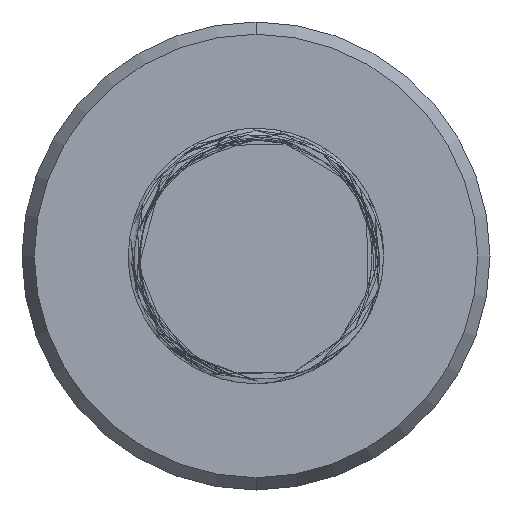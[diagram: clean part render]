
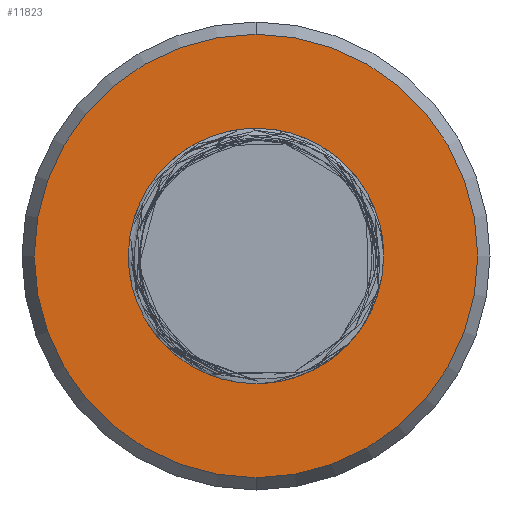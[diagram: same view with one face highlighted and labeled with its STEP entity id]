
A CAD part, front view. The second image highlights one B-rep face of the part: STEP entity #11823.
In plain terms, the highlighted planar face has unit normal (0, -1, 0).
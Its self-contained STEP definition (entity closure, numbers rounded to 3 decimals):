
#6 = EDGE_CURVE ( 'NONE', #7769, #1656, #21220, .T. ) ;
#1656 = VERTEX_POINT ( 'NONE', #8451 ) ;
#2106 = CARTESIAN_POINT ( 'NONE',  ( 0., 0., 2.606 ) ) ;
#2152 = DIRECTION ( 'NONE',  ( 0., 0., -1. ) ) ;
#2740 = DIRECTION ( 'NONE',  ( 0., -1., 0. ) ) ;
#3457 = EDGE_CURVE ( 'NONE', #7905, #5945, #14191, .T. ) ;
#4391 = ORIENTED_EDGE ( 'NONE', *, *, #3457, .F. ) ;
#4913 = DIRECTION ( 'NONE',  ( 0., -1., 0. ) ) ;
#4921 = DIRECTION ( 'NONE',  ( 0., 0., -1. ) ) ;
#4998 = CARTESIAN_POINT ( 'NONE',  ( 0., 0., 0. ) ) ;
#5945 = VERTEX_POINT ( 'NONE', #20588 ) ;
#6084 = EDGE_LOOP ( 'NONE', ( #22032, #4391 ) ) ;
#6434 = CARTESIAN_POINT ( 'NONE',  ( 0., 0., 0. ) ) ;
#7105 = FACE_OUTER_BOUND ( 'NONE', #21128, .T. ) ;
#7297 = PLANE ( 'NONE',  #12338 ) ;
#7342 = ORIENTED_EDGE ( 'NONE', *, *, #17452, .T. ) ;
#7769 = VERTEX_POINT ( 'NONE', #9846 ) ;
#7905 = VERTEX_POINT ( 'NONE', #10428 ) ;
#8356 = AXIS2_PLACEMENT_3D ( 'NONE', #13848, #14971, #4921 ) ;
#8451 = CARTESIAN_POINT ( 'NONE',  ( 0., 0., -2.606 ) ) ;
#8497 = EDGE_CURVE ( 'NONE', #5945, #7905, #18082, .T. ) ;
#8917 = DIRECTION ( 'NONE',  ( 0., -1., 0. ) ) ;
#9101 = DIRECTION ( 'NONE',  ( 0., 0., 1. ) ) ;
#9846 = CARTESIAN_POINT ( 'NONE',  ( 0., 0., 2.606 ) ) ;
#10089 = ORIENTED_EDGE ( 'NONE', *, *, #6, .T. ) ;
#10428 = CARTESIAN_POINT ( 'NONE',  ( 0., 0., 1.5 ) ) ;
#10944 = CARTESIAN_POINT ( 'NONE',  ( 0., 0., 0. ) ) ;
#11804 = AXIS2_PLACEMENT_3D ( 'NONE', #4998, #4913, #20097 ) ;
#11823 = ADVANCED_FACE ( 'NONE', ( #20133, #7105 ), #7297, .F. ) ;
#12338 = AXIS2_PLACEMENT_3D ( 'NONE', #2106, #12417, #9101 ) ;
#12417 = DIRECTION ( 'NONE',  ( 0., 1., 0. ) ) ;
#12611 = AXIS2_PLACEMENT_3D ( 'NONE', #6434, #2740, #19744 ) ;
#13848 = CARTESIAN_POINT ( 'NONE',  ( 0., 0., 0. ) ) ;
#14191 = CIRCLE ( 'NONE', #18154, 1.5 ) ;
#14971 = DIRECTION ( 'NONE',  ( 0., -1., 0. ) ) ;
#17452 = EDGE_CURVE ( 'NONE', #1656, #7769, #21795, .T. ) ;
#18082 = CIRCLE ( 'NONE', #12611, 1.5 ) ;
#18154 = AXIS2_PLACEMENT_3D ( 'NONE', #10944, #8917, #2152 ) ;
#19744 = DIRECTION ( 'NONE',  ( 0., 0., -1. ) ) ;
#20097 = DIRECTION ( 'NONE',  ( 0., 0., -1. ) ) ;
#20133 = FACE_BOUND ( 'NONE', #6084, .T. ) ;
#20588 = CARTESIAN_POINT ( 'NONE',  ( 0., 0., -1.5 ) ) ;
#21128 = EDGE_LOOP ( 'NONE', ( #10089, #7342 ) ) ;
#21220 = CIRCLE ( 'NONE', #8356, 2.606 ) ;
#21795 = CIRCLE ( 'NONE', #11804, 2.606 ) ;
#22032 = ORIENTED_EDGE ( 'NONE', *, *, #8497, .F. ) ;
